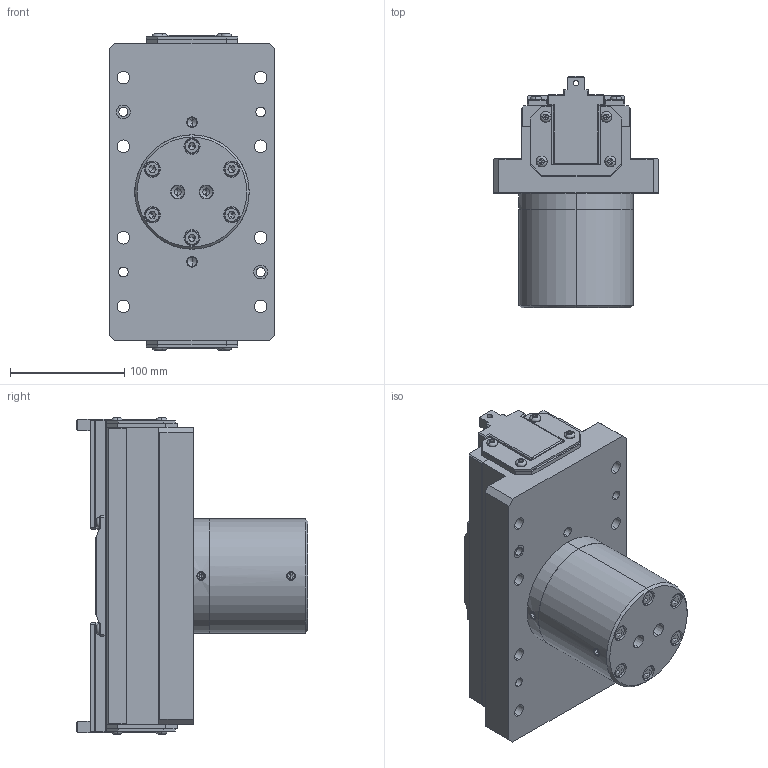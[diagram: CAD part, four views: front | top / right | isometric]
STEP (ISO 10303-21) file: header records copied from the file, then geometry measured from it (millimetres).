
FILE_DESCRIPTION (( 'STEP AP203' ), '1' );
FILE_NAME ('CF-CW-30(10).STEP', '2023-06-28T07:38:02', ( '' ), ( '' ), 'SwSTEP 2.0', 'SolidWorks 2020', '' );
FILE_SCHEMA (( 'CONFIG_CONTROL_DESIGN' ));
Length unit declared in the file: millimetre
Products named in the file (13): CF-CW-30-08000; 圓頭內六角螺栓_M8x105; CF-CW-30-04010; CF-CW-30-05000; CF-CW-30-01000; 圓頭內六角螺栓_M8x20; CF-CW-30(10); CF-CW-30-03000; 油管塞頭_PT 1_16; CF-CW-30-09000; CF-CW-30-11010; CF-CW-30-10000; 半圓頭六角孔螺栓_M5x12
Assembly tree (44 placements, depth 2):
  CF-CW-30(10)
    CF-CW-30-01000
    CF-CW-30-03000  x2
    CF-CW-30-04010
    CF-CW-30-05000
    CF-CW-30-08000
    CF-CW-30-09000  x2
    CF-CW-30-10000  x2
    CF-CW-30-11010  x2
    半圓頭六角孔螺栓_M5x12  x12
    圓頭內六角螺栓_M8x20  x12
    圓頭內六角螺栓_M8x105  x6
    油管塞頭_PT 1_16  x2
Bounding box: 145 x 202 x 276.5 mm (x, y, z)
Volume: 3157552.7 mm3; surface area: 453093.2 mm2
Topology: 46 solids, 46 shells, 1530 faces, 3616 edges, 2166 vertices
Faces by surface type: plane 808, cylinder 412, cone 286, torus 24
Entity records: 20773 total; most frequent: DIRECTION 3388, CARTESIAN_POINT 3229, ORIENTED_EDGE 2956, EDGE_CURVE 1478, AXIS2_PLACEMENT_3D 1234, VERTEX_POINT 943, VECTOR 920, LINE 920
